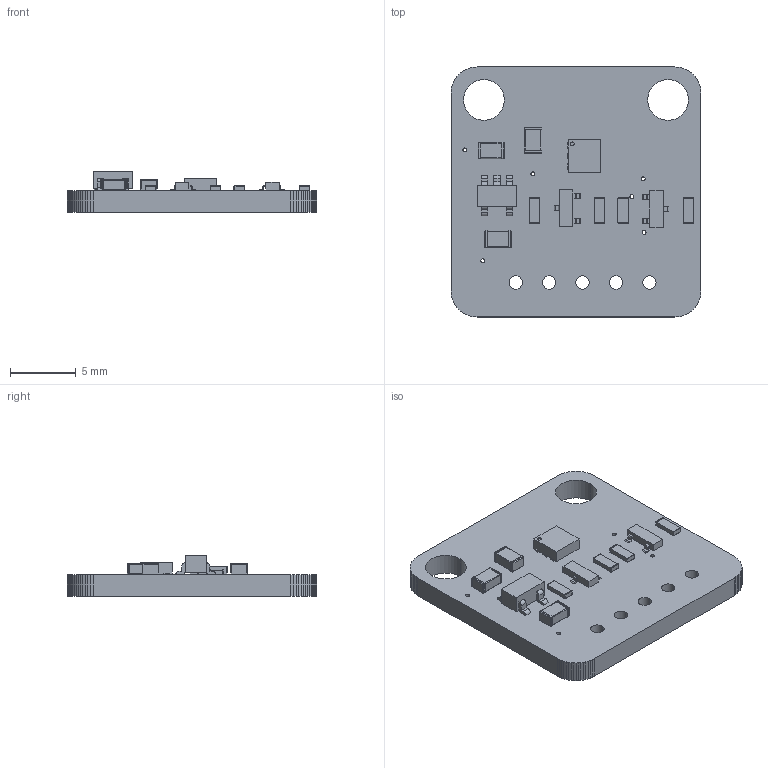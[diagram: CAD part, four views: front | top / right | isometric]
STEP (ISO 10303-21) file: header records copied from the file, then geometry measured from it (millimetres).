
FILE_DESCRIPTION(('PCB Model'),'2;1');
FILE_NAME('EVE SGP40 STEP.STEP','2021-01-23T21:33:05',( 'pritesh'),('Unspecified'),'Open CASCADE STEP processor 6.8', 'Proteus','Unknown');
FILE_SCHEMA(('AUTOMOTIVE_DESIGN { 1 0 10303 214 1 1 1 1 }'));
Length unit declared in the file: millimetre
Products named in the file (49): Open CASCADE STEP translator 6.8 1; Layer_1; U1; Open CASCADE STEP translator 6.8 1.2.1; Body_1; =>[0:1:1:2]; =>[0:1:1:3]; =>[0:1:1:4]; SOLID; C4; Open CASCADE STEP translator 6.8 1.3.1; Part_3; Part_2; Part_1; U3; Open CASCADE STEP translator 6.8 1.4.1; Pin_1; Pin_2; Pin_3; Pin_4; Pin_5; C1; Open CASCADE STEP translator 6.8 1.5.1; C3; Open CASCADE STEP translator 6.8 1.6.1; Q1; Open CASCADE STEP translator 6.8 1.7.1; Q2; R2; Open CASCADE STEP translator 6.8 1.9.1; R3; R4; R5
Assembly tree (58 placements, depth 6):
  Open CASCADE STEP translator 6.8 1
    Layer_1
    U1
      Open CASCADE STEP translator 6.8 1.2.1
        Body_1
          =>[0:1:1:2]
          =>[0:1:1:3]
          =>[0:1:1:4]
            SOLID
            SOLID
            SOLID
            SOLID
            SOLID
            SOLID
    C4
      Open CASCADE STEP translator 6.8 1.3.1
        Body_1
          Part_3
          Part_2
          Part_1
    U3
      Open CASCADE STEP translator 6.8 1.4.1
        Body_1
        Pin_1
        Pin_2
        Pin_3
        Pin_4
        Pin_5
    C1
      Open CASCADE STEP translator 6.8 1.5.1
        Body_1
          Part_3
          Part_2
          Part_1
    C3
      Open CASCADE STEP translator 6.8 1.6.1
        Body_1
          Part_3
          Part_2
          Part_1
    Q1
      Open CASCADE STEP translator 6.8 1.7.1
        Body_1
        Pin_1
        Pin_2
        Pin_3
    Q2
      Open CASCADE STEP translator 6.8 1.7.1
        Body_1
        Pin_1
        Pin_2
        Pin_3
    R2
      Open CASCADE STEP translator 6.8 1.9.1
        Body_1
        Pin_1
        Pin_2
    R3
      Open CASCADE STEP translator 6.8 1.9.1
        Body_1
Bounding box: 19 x 19 x 3.09 mm (x, y, z)
Volume: 579.3 mm3; surface area: 1023.2 mm2
Topology: 44 solids, 44 shells, 569 faces, 1392 edges, 888 vertices
Faces by surface type: plane 400, cylinder 145, sphere 24
Entity records: 11806 total; most frequent: CARTESIAN_POINT 1732, DIRECTION 1718, ORIENTED_EDGE 1608, EDGE_CURVE 804, LINE 634, VECTOR 634, AXIS2_PLACEMENT_3D 542, VERTEX_POINT 528
